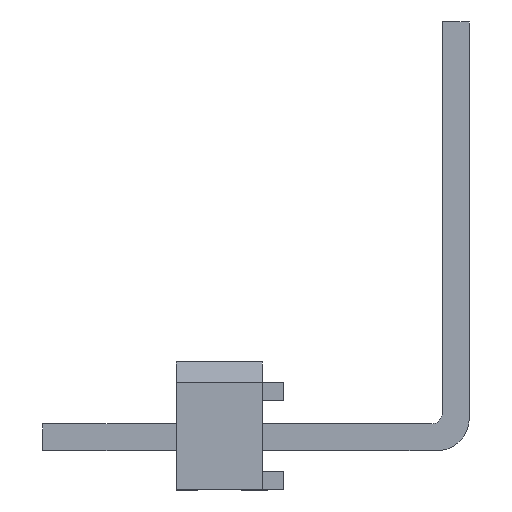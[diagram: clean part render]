
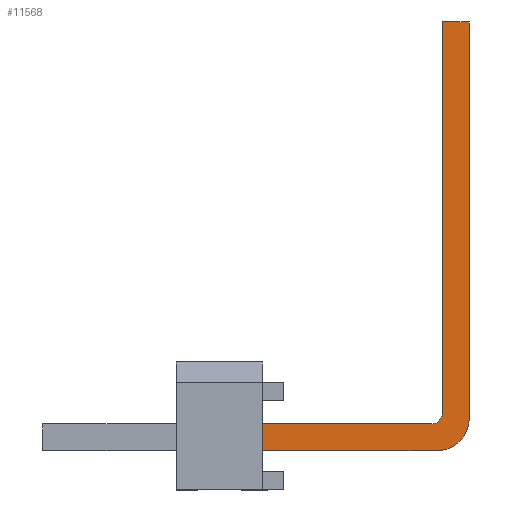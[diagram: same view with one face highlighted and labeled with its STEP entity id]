
A CAD part, left-side view. The second image highlights one B-rep face of the part: STEP entity #11568.
In plain terms, the highlighted planar face has unit normal (-1, 0, 0).
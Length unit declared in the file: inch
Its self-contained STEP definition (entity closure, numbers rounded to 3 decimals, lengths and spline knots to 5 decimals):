
#11=CIRCLE('',#12092,0.01);
#35=CIRCLE('',#12164,0.03);
#3035=ORIENTED_EDGE('',*,*,#4885,.F.);
#3036=ORIENTED_EDGE('',*,*,#4698,.F.);
#3037=ORIENTED_EDGE('',*,*,#4626,.F.);
#3038=ORIENTED_EDGE('',*,*,#4590,.F.);
#3039=ORIENTED_EDGE('',*,*,#4554,.F.);
#3040=ORIENTED_EDGE('',*,*,#4518,.F.);
#3041=ORIENTED_EDGE('',*,*,#4472,.T.);
#3042=ORIENTED_EDGE('',*,*,#4663,.F.);
#4472=EDGE_CURVE('',#5630,#5632,#11,.T.);
#4518=EDGE_CURVE('',#5630,#5678,#7112,.T.);
#4554=EDGE_CURVE('',#5678,#5702,#7148,.T.);
#4590=EDGE_CURVE('',#5702,#5726,#7184,.T.);
#4626=EDGE_CURVE('',#5726,#5750,#35,.T.);
#4663=EDGE_CURVE('',#5774,#5632,#7233,.T.);
#4698=EDGE_CURVE('',#5750,#5798,#7268,.T.);
#4885=EDGE_CURVE('',#5798,#5774,#7455,.T.);
#5630=VERTEX_POINT('',#17554);
#5632=VERTEX_POINT('',#17558);
#5678=VERTEX_POINT('',#17663);
#5702=VERTEX_POINT('',#17735);
#5726=VERTEX_POINT('',#17807);
#5750=VERTEX_POINT('',#17879);
#5774=VERTEX_POINT('',#17951);
#5798=VERTEX_POINT('',#18023);
#7112=LINE('',#17662,#8670);
#7148=LINE('',#17734,#8706);
#7184=LINE('',#17806,#8742);
#7233=LINE('',#17952,#8791);
#7268=LINE('',#18022,#8826);
#7455=LINE('',#18386,#9013);
#8670=VECTOR('',#14478,39.37008);
#8706=VECTOR('',#14538,39.37008);
#8742=VECTOR('',#14598,39.37008);
#8791=VECTOR('',#14743,39.37008);
#8826=VECTOR('',#14802,39.37008);
#9013=VECTOR('',#15093,39.37008);
#9670=EDGE_LOOP('',(#3035,#3036,#3037,#3038,#3039,#3040,#3041,#3042));
#10344=FACE_BOUND('',#9670,.T.);
#10944=PLANE('',#12267);
#11568=ADVANCED_FACE('',(#10344),#10944,.F.);
#12092=AXIS2_PLACEMENT_3D('',#17559,#14385,#14386);
#12164=AXIS2_PLACEMENT_3D('',#17878,#14659,#14660);
#12267=AXIS2_PLACEMENT_3D('',#18420,#15129,#15130);
#14385=DIRECTION('',(1.,0.,0.));
#14386=DIRECTION('',(0.,0.,-1.));
#14478=DIRECTION('',(0.,0.,1.));
#14538=DIRECTION('',(0.,-1.,0.));
#14598=DIRECTION('',(0.,0.,-1.));
#14659=DIRECTION('',(1.,0.,0.));
#14660=DIRECTION('',(0.,0.,-1.));
#14743=DIRECTION('',(0.,-1.,0.));
#14802=DIRECTION('',(0.,1.,0.));
#15093=DIRECTION('',(0.,0.,1.));
#15129=DIRECTION('',(1.,0.,0.));
#15130=DIRECTION('',(0.,0.,-1.));
#17554=CARTESIAN_POINT('',(-0.5625,0.0125,0.0225));
#17558=CARTESIAN_POINT('',(-0.5625,0.0225,0.0125));
#17559=CARTESIAN_POINT('',(-0.5625,0.0225,0.0225));
#17662=CARTESIAN_POINT('',(-0.5625,0.0125,0.0225));
#17663=CARTESIAN_POINT('',(-0.5625,0.0125,0.386));
#17734=CARTESIAN_POINT('',(-0.5625,0.0125,0.386));
#17735=CARTESIAN_POINT('',(-0.5625,-0.0125,0.386));
#17806=CARTESIAN_POINT('',(-0.5625,-0.0125,0.386));
#17807=CARTESIAN_POINT('',(-0.5625,-0.0125,0.0175));
#17878=CARTESIAN_POINT('',(-0.5625,0.0175,0.0175));
#17879=CARTESIAN_POINT('',(-0.5625,0.0175,-0.0125));
#17951=CARTESIAN_POINT('',(-0.5625,0.21,0.0125));
#17952=CARTESIAN_POINT('',(-0.5625,0.384,0.0125));
#18022=CARTESIAN_POINT('',(-0.5625,0.0175,-0.0125));
#18023=CARTESIAN_POINT('',(-0.5625,0.21,-0.0125));
#18386=CARTESIAN_POINT('',(-0.5625,0.21,0.0175));
#18420=CARTESIAN_POINT('',(-0.5625,0.0175,0.0175));
